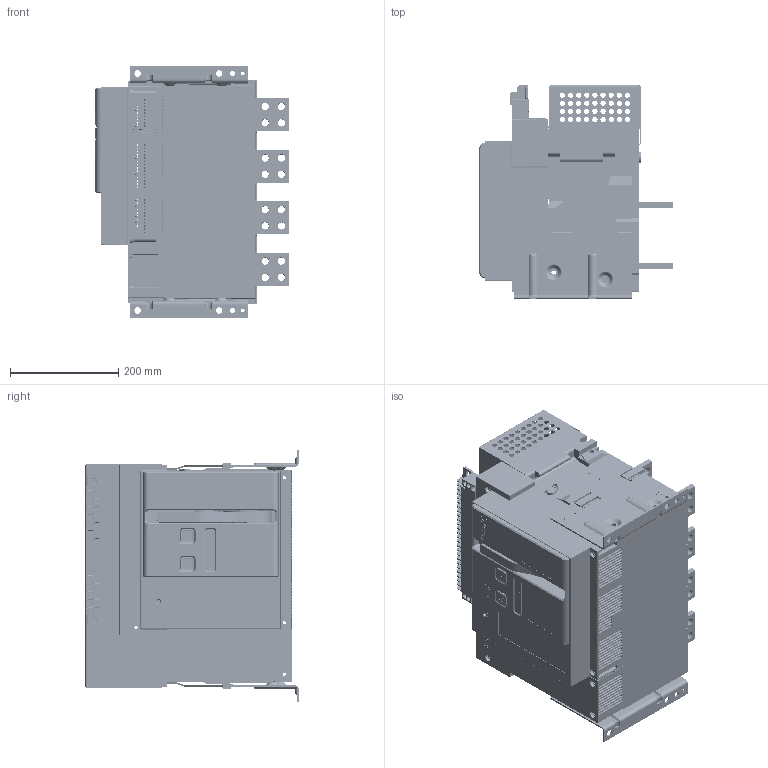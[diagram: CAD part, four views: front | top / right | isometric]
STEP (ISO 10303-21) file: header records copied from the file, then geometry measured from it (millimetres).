
FILE_DESCRIPTION((''),'2;1');
FILE_NAME('630','2024-09-09T',('zhongyao.huang'),(''),'PRO/ENGINEER BY PARAMETRIC TECHNOLOGY CORPORATION, 2015440','PRO/ENGINEER BY PARAMETRIC TECHNOLOGY CORPORATION, 2015440','');
FILE_SCHEMA(('CONFIG_CONTROL_DESIGN'));
Products named in the file (1): 630
Bounding box: 357.8 x 393 x 463 mm (x, y, z)
Volume: 8732560.4 mm3; surface area: 3075359.7 mm2
Topology: 2 solids, 3 shells, 7700 faces, 22028 edges, 14436 vertices
Faces by surface type: plane 5000, cylinder 2054, cone 326, torus 139, extrusion 102, bspline 66, sphere 13
Entity records: 266833 total; most frequent: CARTESIAN_POINT 60538, ORIENTED_EDGE 44030, DIRECTION 41631, EDGE_CURVE 22015, VECTOR 16421, LINE 16319, VERTEX_POINT 14436, AXIS2_PLACEMENT_3D 12605
